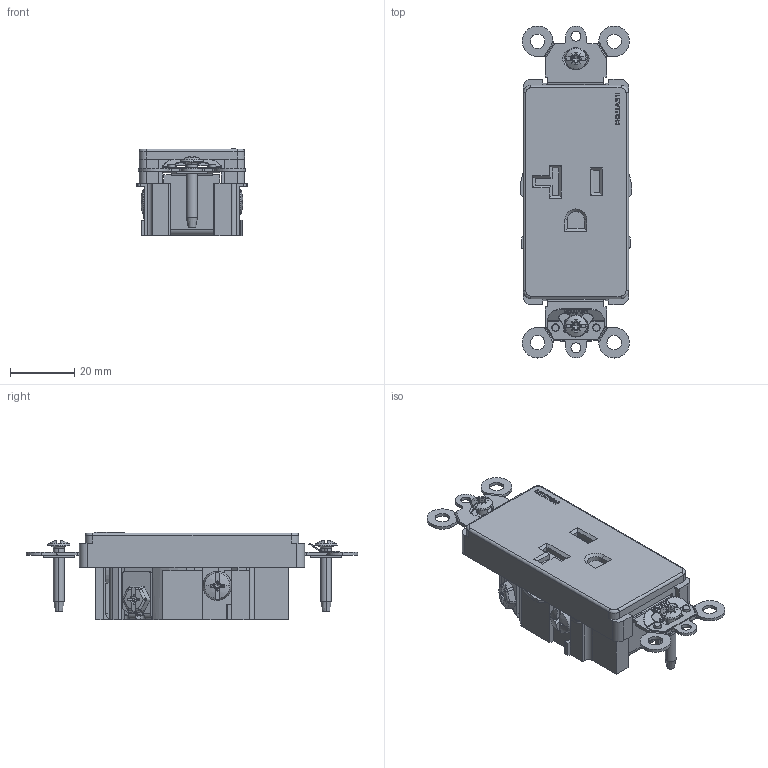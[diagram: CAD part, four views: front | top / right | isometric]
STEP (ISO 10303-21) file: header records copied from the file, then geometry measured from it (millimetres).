
FILE_DESCRIPTION (( 'STEP AP214' ), '1' );
FILE_NAME ('CATSTD-16341-XXX-M01.STEP', '2020-10-07T18:29:11', ( '' ), ( '' ), 'SwSTEP 2.0', 'SolidWorks 2020', '' );
FILE_SCHEMA (( 'AUTOMOTIVE_DESIGN' ));
Length unit declared in the file: inch
Products named in the file (1): CATSTD-16341-XXX-M01
Bounding box: 34.8 x 103.2 x 27.18 mm (x, y, z)
Volume: 31369.6 mm3; surface area: 21963.9 mm2
Topology: 7 solids, 11 shells, 1126 faces, 3049 edges, 1955 vertices
Faces by surface type: plane 765, cylinder 211, cone 88, torus 31, sphere 18, bspline 13
Entity records: 50527 total; most frequent: CARTESIAN_POINT 7822, ORIENTED_EDGE 6082, DIRECTION 5633, EDGE_CURVE 3041, VECTOR 2021, LINE 2021, VERTEX_POINT 1955, AXIS2_PLACEMENT_3D 1806
